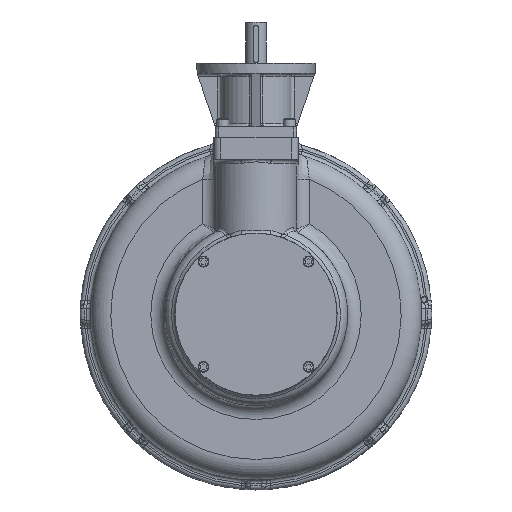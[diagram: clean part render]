
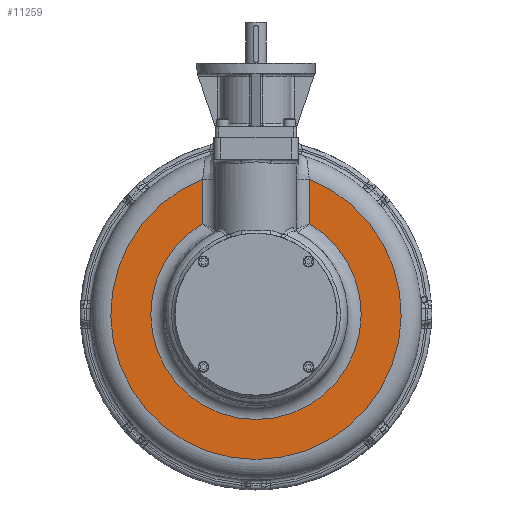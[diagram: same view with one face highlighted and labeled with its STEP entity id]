
A CAD part, top view. The second image highlights one B-rep face of the part: STEP entity #11259.
In plain terms, the highlighted planar face has unit normal (0, 0, 1).
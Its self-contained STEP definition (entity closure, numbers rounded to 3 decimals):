
#1070=LINE('',#30930,#1601);
#1073=LINE('',#30938,#1604);
#1601=VECTOR('',#19294,1000.);
#1604=VECTOR('',#19305,1000.);
#1885=PLANE('',#16160);
#4576=ORIENTED_EDGE('',*,*,#6703,.T.);
#4577=ORIENTED_EDGE('',*,*,#6701,.T.);
#4578=ORIENTED_EDGE('',*,*,#6711,.T.);
#4579=ORIENTED_EDGE('',*,*,#6706,.T.);
#6701=EDGE_CURVE('',#8057,#8059,#1070,.F.);
#6703=EDGE_CURVE('',#8034,#8057,#8858,.T.);
#6706=EDGE_CURVE('',#8062,#8034,#1073,.T.);
#6711=EDGE_CURVE('',#8059,#8062,#8861,.F.);
#8034=VERTEX_POINT('',#30094);
#8057=VERTEX_POINT('',#30724);
#8059=VERTEX_POINT('',#30921);
#8062=VERTEX_POINT('',#30939);
#8858=CIRCLE('',#16152,155.789);
#8861=CIRCLE('',#16157,215.);
#9647=EDGE_LOOP('',(#4576,#4577,#4578,#4579));
#10476=FACE_BOUND('',#9647,.T.);
#11259=ADVANCED_FACE('',(#10476),#1885,.F.);
#16152=AXIS2_PLACEMENT_3D('',#30933,#19298,#19299);
#16157=AXIS2_PLACEMENT_3D('',#31128,#19310,#19311);
#16160=AXIS2_PLACEMENT_3D('',#31133,#19318,#19319);
#19294=DIRECTION('',(0.,-1.,0.));
#19298=DIRECTION('',(0.,0.,-1.));
#19299=DIRECTION('',(1.,0.,0.));
#19305=DIRECTION('',(0.,-1.,0.));
#19310=DIRECTION('',(0.,0.,-1.));
#19311=DIRECTION('',(1.,0.,0.));
#19318=DIRECTION('',(0.,0.,-1.));
#19319=DIRECTION('',(1.,0.,0.));
#30094=CARTESIAN_POINT('',(79.26,-102.355,-3.3));
#30724=CARTESIAN_POINT('',(-79.26,-102.355,-3.3));
#30921=CARTESIAN_POINT('',(-79.26,-36.618,-3.3));
#30930=CARTESIAN_POINT('',(-79.26,-30.31,-3.3));
#30933=CARTESIAN_POINT('',(0.,-236.475,-3.3));
#30938=CARTESIAN_POINT('',(79.26,-114.391,-3.3));
#30939=CARTESIAN_POINT('',(79.26,-36.618,-3.3));
#31128=CARTESIAN_POINT('',(0.,-236.475,-3.3));
#31133=CARTESIAN_POINT('',(0.,-236.475,-3.3));
